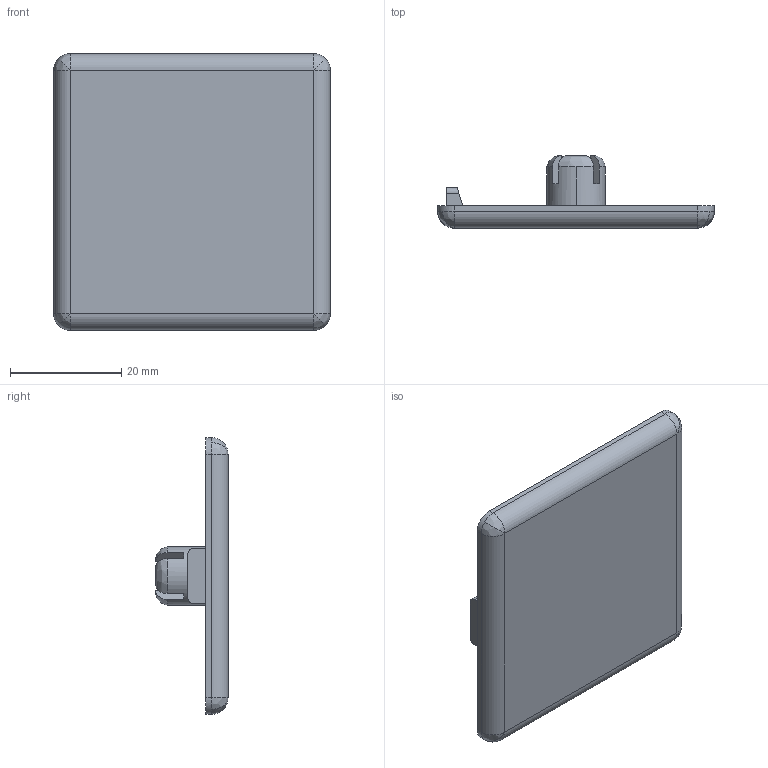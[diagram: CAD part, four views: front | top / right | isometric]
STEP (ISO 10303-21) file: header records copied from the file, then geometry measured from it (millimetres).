
FILE_DESCRIPTION( ('This file contains a STEP AP42 implementation' ,'as created by ZW3D STEP Interface translator.') ,'2;1' );
FILE_NAME( '375.1800A.STEP' ,'24 6 7.1026 7', (''), ('ZWCAD Software Co.'), 'Version 1.0', 'ZW3D to STEP translator', '' );
FILE_SCHEMA(('AUTOMOTIVE_DESIGN { 1 0 10303 214 1 1 1 1 }'));
Length unit declared in the file: millimetre
Products named in the file (2): 0; 375.1800A001
Bounding box: 49.8 x 13 x 49.8 mm (x, y, z)
Volume: 7878.2 mm3; surface area: 6255.6 mm2
Topology: 1 solids, 1 shells, 68 faces, 182 edges, 109 vertices
Faces by surface type: plane 41, cylinder 14, bspline 13
Entity records: 2373 total; most frequent: CARTESIAN_POINT 712, ORIENTED_EDGE 348, DIRECTION 307, EDGE_CURVE 174, VERTEX_POINT 109, AXIS2_PLACEMENT_3D 104, VECTOR 99, LINE 99
